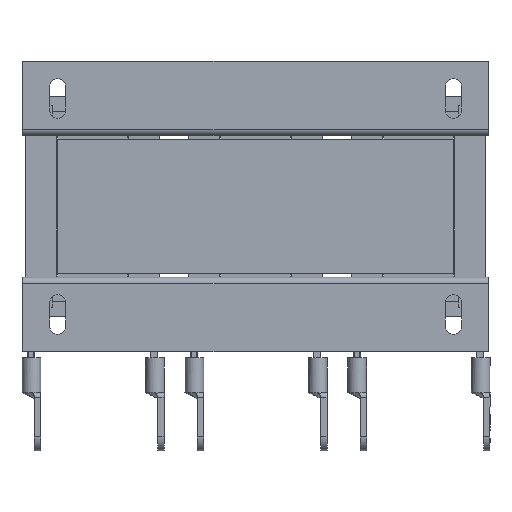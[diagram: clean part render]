
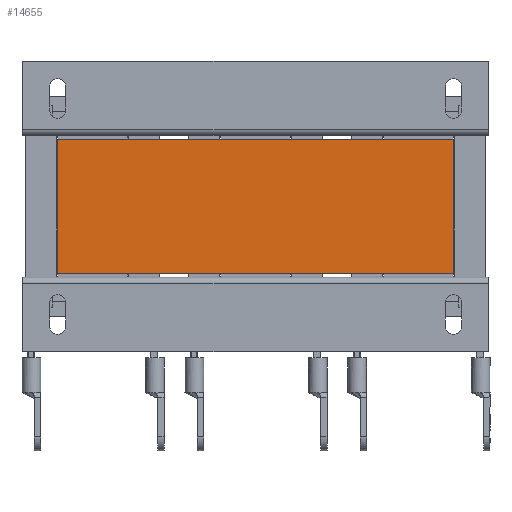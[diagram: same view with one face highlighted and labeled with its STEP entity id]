
A CAD part, front view. The second image highlights one B-rep face of the part: STEP entity #14655.
In plain terms, the highlighted planar face has unit normal (0, -1, 0).
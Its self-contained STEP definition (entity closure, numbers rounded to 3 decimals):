
#2910 = CARTESIAN_POINT ( 'NONE',  ( 85., -15., 0. ) ) ;
#3316 = EDGE_CURVE ( 'NONE', #18909, #16263, #14194, .T. ) ;
#3863 = VECTOR ( 'NONE', #8655, 1000. ) ;
#4407 = VECTOR ( 'NONE', #23975, 1000. ) ;
#4514 = VECTOR ( 'NONE', #17910, 1000. ) ;
#4788 = CARTESIAN_POINT ( 'NONE',  ( -85., -15., 57.8 ) ) ;
#5137 = AXIS2_PLACEMENT_3D ( 'NONE', #6839, #5292, #14755 ) ;
#5292 = DIRECTION ( 'NONE',  ( 0., 1., 0. ) ) ;
#5979 = CARTESIAN_POINT ( 'NONE',  ( -85., -15., 57.8 ) ) ;
#6366 = CARTESIAN_POINT ( 'NONE',  ( 85., -15., 57.8 ) ) ;
#6839 = CARTESIAN_POINT ( 'NONE',  ( -85., -15., 57.8 ) ) ;
#7059 = EDGE_CURVE ( 'NONE', #25539, #16263, #13672, .T. ) ;
#7959 = DIRECTION ( 'NONE',  ( 0., 0., -1. ) ) ;
#8369 = EDGE_CURVE ( 'NONE', #22210, #18909, #10017, .T. ) ;
#8655 = DIRECTION ( 'NONE',  ( 1., 0., 0. ) ) ;
#10017 = LINE ( 'NONE', #5979, #4514 ) ;
#10290 = ORIENTED_EDGE ( 'NONE', *, *, #3316, .T. ) ;
#10917 = CARTESIAN_POINT ( 'NONE',  ( -85., -15., 0. ) ) ;
#11759 = EDGE_CURVE ( 'NONE', #22210, #25539, #12944, .T. ) ;
#11915 = ORIENTED_EDGE ( 'NONE', *, *, #11759, .F. ) ;
#12944 = LINE ( 'NONE', #24639, #3863 ) ;
#13079 = ORIENTED_EDGE ( 'NONE', *, *, #8369, .T. ) ;
#13672 = LINE ( 'NONE', #21616, #16129 ) ;
#14194 = LINE ( 'NONE', #20046, #4407 ) ;
#14655 = ADVANCED_FACE ( 'NONE', ( #19169 ), #17223, .F. ) ;
#14755 = DIRECTION ( 'NONE',  ( 0., 0., 1. ) ) ;
#16129 = VECTOR ( 'NONE', #7959, 1000. ) ;
#16263 = VERTEX_POINT ( 'NONE', #2910 ) ;
#16694 = ORIENTED_EDGE ( 'NONE', *, *, #7059, .F. ) ;
#17223 = PLANE ( 'NONE',  #5137 ) ;
#17910 = DIRECTION ( 'NONE',  ( 0., 0., -1. ) ) ;
#18909 = VERTEX_POINT ( 'NONE', #10917 ) ;
#19169 = FACE_OUTER_BOUND ( 'NONE', #21665, .T. ) ;
#20046 = CARTESIAN_POINT ( 'NONE',  ( -85., -15., 0. ) ) ;
#21616 = CARTESIAN_POINT ( 'NONE',  ( 85., -15., 57.8 ) ) ;
#21665 = EDGE_LOOP ( 'NONE', ( #10290, #16694, #11915, #13079 ) ) ;
#22210 = VERTEX_POINT ( 'NONE', #4788 ) ;
#23975 = DIRECTION ( 'NONE',  ( 1., 0., 0. ) ) ;
#24639 = CARTESIAN_POINT ( 'NONE',  ( -85., -15., 57.8 ) ) ;
#25539 = VERTEX_POINT ( 'NONE', #6366 ) ;
